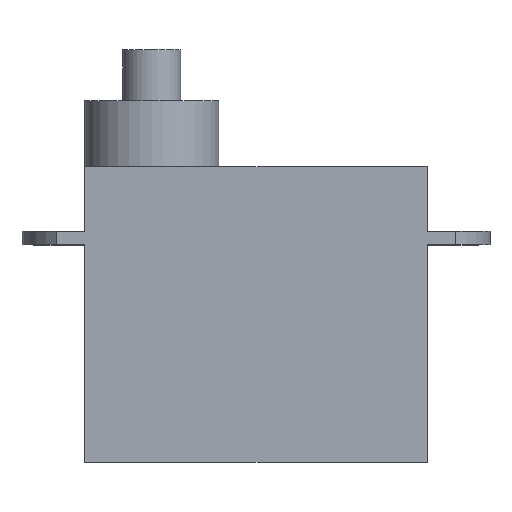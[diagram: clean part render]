
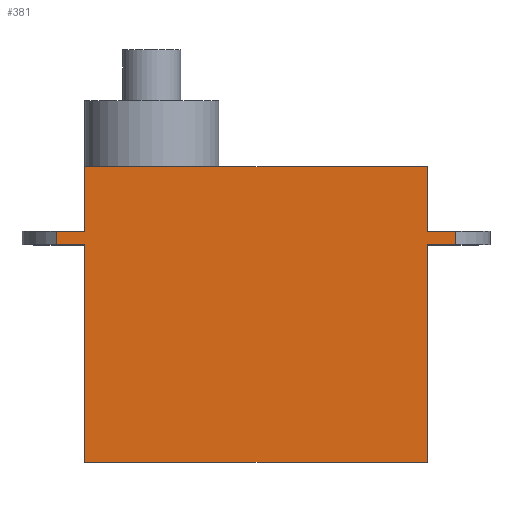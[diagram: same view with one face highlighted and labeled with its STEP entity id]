
A CAD part, top view. The second image highlights one B-rep face of the part: STEP entity #381.
In plain terms, the highlighted planar face has unit normal (0, 0, 1).
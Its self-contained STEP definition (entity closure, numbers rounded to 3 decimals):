
#31=PLANE('',#429);
#50=FACE_OUTER_BOUND('',#74,.T.);
#74=EDGE_LOOP('',(#326,#327,#328,#329,#330,#331,#332,#333,#334,#335,#336,
#337));
#81=LINE('',#563,#118);
#89=LINE('',#591,#126);
#95=LINE('',#603,#132);
#96=LINE('',#605,#133);
#99=LINE('',#612,#136);
#100=LINE('',#615,#137);
#103=LINE('',#624,#140);
#105=LINE('',#629,#142);
#108=LINE('',#635,#145);
#111=LINE('',#639,#148);
#112=LINE('',#642,#149);
#113=LINE('',#643,#150);
#118=VECTOR('',#458,10.);
#126=VECTOR('',#484,10.);
#132=VECTOR('',#492,10.);
#133=VECTOR('',#495,10.);
#136=VECTOR('',#502,10.);
#137=VECTOR('',#505,10.);
#140=VECTOR('',#514,10.);
#142=VECTOR('',#518,10.);
#145=VECTOR('',#523,10.);
#148=VECTOR('',#528,10.);
#149=VECTOR('',#531,10.);
#150=VECTOR('',#532,10.);
#173=VERTEX_POINT('',#561);
#174=VERTEX_POINT('',#562);
#183=VERTEX_POINT('',#587);
#185=VERTEX_POINT('',#590);
#188=VERTEX_POINT('',#597);
#190=VERTEX_POINT('',#601);
#192=VERTEX_POINT('',#610);
#193=VERTEX_POINT('',#614);
#196=VERTEX_POINT('',#622);
#197=VERTEX_POINT('',#626);
#199=VERTEX_POINT('',#632);
#201=VERTEX_POINT('',#641);
#210=EDGE_CURVE('',#173,#174,#81,.T.);
#224=EDGE_CURVE('',#183,#185,#89,.T.);
#230=EDGE_CURVE('',#188,#190,#95,.T.);
#231=EDGE_CURVE('',#185,#190,#96,.T.);
#235=EDGE_CURVE('',#192,#183,#99,.T.);
#236=EDGE_CURVE('',#188,#193,#100,.T.);
#241=EDGE_CURVE('',#192,#196,#103,.T.);
#243=EDGE_CURVE('',#197,#196,#105,.T.);
#246=EDGE_CURVE('',#199,#173,#108,.T.);
#249=EDGE_CURVE('',#197,#174,#111,.T.);
#250=EDGE_CURVE('',#201,#199,#112,.T.);
#251=EDGE_CURVE('',#193,#201,#113,.T.);
#326=ORIENTED_EDGE('',*,*,#235,.F.);
#327=ORIENTED_EDGE('',*,*,#241,.T.);
#328=ORIENTED_EDGE('',*,*,#243,.F.);
#329=ORIENTED_EDGE('',*,*,#249,.T.);
#330=ORIENTED_EDGE('',*,*,#210,.F.);
#331=ORIENTED_EDGE('',*,*,#246,.F.);
#332=ORIENTED_EDGE('',*,*,#250,.F.);
#333=ORIENTED_EDGE('',*,*,#251,.F.);
#334=ORIENTED_EDGE('',*,*,#236,.F.);
#335=ORIENTED_EDGE('',*,*,#230,.T.);
#336=ORIENTED_EDGE('',*,*,#231,.F.);
#337=ORIENTED_EDGE('',*,*,#224,.F.);
#381=ADVANCED_FACE('',(#50),#31,.T.);
#429=AXIS2_PLACEMENT_3D('',#640,#529,#530);
#458=DIRECTION('',(1.,0.,0.));
#484=DIRECTION('',(0.,-1.,0.));
#492=DIRECTION('',(0.,-1.,0.));
#495=DIRECTION('',(-1.,0.,0.));
#502=DIRECTION('',(-1.,0.,0.));
#505=DIRECTION('',(-1.,0.,0.));
#514=DIRECTION('',(0.,1.,0.));
#518=DIRECTION('',(1.,0.,0.));
#523=DIRECTION('',(0.,1.,0.));
#528=DIRECTION('',(0.,1.,0.));
#529=DIRECTION('center_axis',(0.,0.,1.));
#530=DIRECTION('ref_axis',(1.,0.,0.));
#531=DIRECTION('',(1.,0.,0.));
#532=DIRECTION('',(0.,1.,0.));
#561=CARTESIAN_POINT('',(0.,4.6,8.5));
#562=CARTESIAN_POINT('',(20.2,4.6,8.5));
#563=CARTESIAN_POINT('',(20.2,4.6,8.5));
#587=CARTESIAN_POINT('',(20.2,0.,8.5));
#590=CARTESIAN_POINT('',(20.2,-12.8,8.5));
#591=CARTESIAN_POINT('',(20.2,0.,8.5));
#597=CARTESIAN_POINT('',(0.,0.,8.5));
#601=CARTESIAN_POINT('',(0.,-12.8,8.5));
#603=CARTESIAN_POINT('',(0.,0.,8.5));
#605=CARTESIAN_POINT('',(20.2,-12.8,8.5));
#610=CARTESIAN_POINT('',(21.85,0.,8.5));
#612=CARTESIAN_POINT('',(0.,0.,8.5));
#614=CARTESIAN_POINT('',(-1.65,0.,8.5));
#615=CARTESIAN_POINT('',(0.,0.,8.5));
#622=CARTESIAN_POINT('',(21.85,0.8,8.5));
#624=CARTESIAN_POINT('',(21.85,0.,8.5));
#626=CARTESIAN_POINT('',(20.2,0.8,8.5));
#629=CARTESIAN_POINT('',(20.2,0.8,8.5));
#632=CARTESIAN_POINT('',(0.,0.8,8.5));
#635=CARTESIAN_POINT('',(0.,0.,8.5));
#639=CARTESIAN_POINT('',(20.2,0.,8.5));
#640=CARTESIAN_POINT('Origin',(-1.65,0.,8.5));
#641=CARTESIAN_POINT('',(-1.65,0.8,8.5));
#642=CARTESIAN_POINT('',(0.,0.8,8.5));
#643=CARTESIAN_POINT('',(-1.65,0.,8.5));
